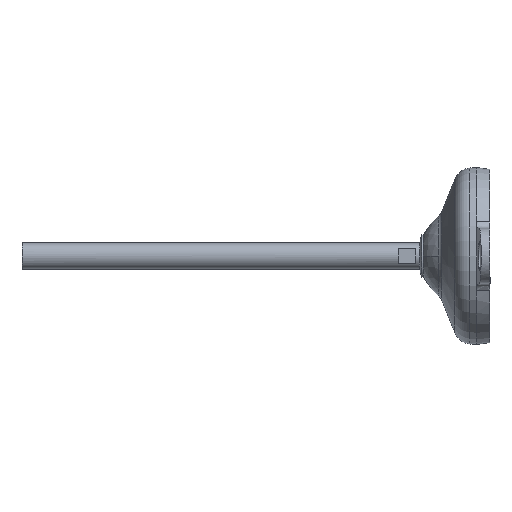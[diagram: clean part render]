
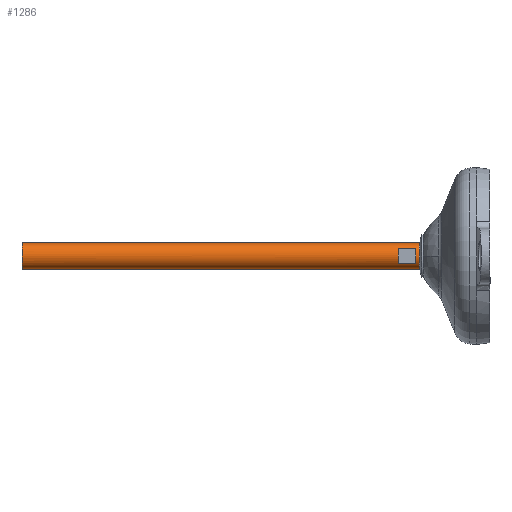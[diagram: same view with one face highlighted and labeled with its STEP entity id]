
A CAD part, left-side view. The second image highlights one B-rep face of the part: STEP entity #1286.
In plain terms, the highlighted cylindrical face has radius 6 mm (diameter 12 mm), a partial arc.
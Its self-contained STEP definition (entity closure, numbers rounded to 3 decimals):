
#1 = ORIENTED_EDGE ( 'NONE', *, *, #806, .T. ) ;
#22 = FACE_OUTER_BOUND ( 'NONE', #1628, .T. ) ;
#51 = EDGE_CURVE ( 'NONE', #1369, #256, #884, .T. ) ;
#77 = DIRECTION ( 'NONE',  ( 0., 0., -1. ) ) ;
#81 = ORIENTED_EDGE ( 'NONE', *, *, #352, .T. ) ;
#97 = CARTESIAN_POINT ( 'NONE',  ( 0., 211.5, 0. ) ) ;
#114 = CARTESIAN_POINT ( 'NONE',  ( -5., 41.5, -3.317 ) ) ;
#138 = VECTOR ( 'NONE', #1069, 1000. ) ;
#188 = LINE ( 'NONE', #579, #1197 ) ;
#256 = VERTEX_POINT ( 'NONE', #1373 ) ;
#304 = CIRCLE ( 'NONE', #1168, 6. ) ;
#316 = DIRECTION ( 'NONE',  ( 0., -1., 0. ) ) ;
#352 = EDGE_CURVE ( 'NONE', #1044, #1544, #1644, .T. ) ;
#389 = VECTOR ( 'NONE', #1276, 1000. ) ;
#398 = CARTESIAN_POINT ( 'NONE',  ( -5., 33.5, -3.317 ) ) ;
#405 = ORIENTED_EDGE ( 'NONE', *, *, #1089, .T. ) ;
#451 = ORIENTED_EDGE ( 'NONE', *, *, #1574, .T. ) ;
#456 = LINE ( 'NONE', #589, #389 ) ;
#579 = CARTESIAN_POINT ( 'NONE',  ( -5., 0., -3.317 ) ) ;
#589 = CARTESIAN_POINT ( 'NONE',  ( -5., 0., 3.317 ) ) ;
#596 = DIRECTION ( 'NONE',  ( 0., -1., 0. ) ) ;
#623 = DIRECTION ( 'NONE',  ( 0., -1., 0. ) ) ;
#629 = ORIENTED_EDGE ( 'NONE', *, *, #51, .F. ) ;
#746 = CARTESIAN_POINT ( 'NONE',  ( 0., 0., 6. ) ) ;
#806 = EDGE_CURVE ( 'NONE', #1187, #1044, #456, .T. ) ;
#834 = DIRECTION ( 'NONE',  ( 0., 0., -1. ) ) ;
#862 = EDGE_CURVE ( 'NONE', #1544, #1529, #188, .T. ) ;
#876 = FACE_BOUND ( 'NONE', #982, .T. ) ;
#884 = LINE ( 'NONE', #746, #1643 ) ;
#896 = AXIS2_PLACEMENT_3D ( 'NONE', #1211, #960, #834 ) ;
#924 = EDGE_CURVE ( 'NONE', #1369, #1466, #304, .T. ) ;
#943 = DIRECTION ( 'NONE',  ( 0., 0., 1. ) ) ;
#958 = LINE ( 'NONE', #1333, #138 ) ;
#960 = DIRECTION ( 'NONE',  ( 0., -1., 0. ) ) ;
#982 = EDGE_LOOP ( 'NONE', ( #990, #405, #1, #81 ) ) ;
#990 = ORIENTED_EDGE ( 'NONE', *, *, #862, .T. ) ;
#1044 = VERTEX_POINT ( 'NONE', #1607 ) ;
#1069 = DIRECTION ( 'NONE',  ( 0., -1., 0. ) ) ;
#1077 = CARTESIAN_POINT ( 'NONE',  ( 0., 41.5, 0. ) ) ;
#1089 = EDGE_CURVE ( 'NONE', #1529, #1187, #1591, .T. ) ;
#1096 = CARTESIAN_POINT ( 'NONE',  ( 0., 0., 0. ) ) ;
#1110 = EDGE_CURVE ( 'NONE', #256, #1404, #1285, .T. ) ;
#1131 = CARTESIAN_POINT ( 'NONE',  ( 0., 33.5, 0. ) ) ;
#1140 = DIRECTION ( 'NONE',  ( 0., 1., 0. ) ) ;
#1145 = CARTESIAN_POINT ( 'NONE',  ( 0., 32., -6. ) ) ;
#1168 = AXIS2_PLACEMENT_3D ( 'NONE', #97, #623, #77 ) ;
#1175 = CARTESIAN_POINT ( 'NONE',  ( 0., 211.5, 6. ) ) ;
#1187 = VERTEX_POINT ( 'NONE', #1651 ) ;
#1197 = VECTOR ( 'NONE', #1140, 1000. ) ;
#1203 = DIRECTION ( 'NONE',  ( 0., 1., 0. ) ) ;
#1211 = CARTESIAN_POINT ( 'NONE',  ( 0., 32., 0. ) ) ;
#1272 = ORIENTED_EDGE ( 'NONE', *, *, #924, .T. ) ;
#1276 = DIRECTION ( 'NONE',  ( 0., -1., 0. ) ) ;
#1285 = CIRCLE ( 'NONE', #896, 6. ) ;
#1286 = ADVANCED_FACE ( 'NONE', ( #22, #876 ), #1657, .T. ) ;
#1333 = CARTESIAN_POINT ( 'NONE',  ( 0., 0., -6. ) ) ;
#1342 = AXIS2_PLACEMENT_3D ( 'NONE', #1077, #1203, #943 ) ;
#1369 = VERTEX_POINT ( 'NONE', #1175 ) ;
#1373 = CARTESIAN_POINT ( 'NONE',  ( 0., 32., 6. ) ) ;
#1404 = VERTEX_POINT ( 'NONE', #1145 ) ;
#1424 = AXIS2_PLACEMENT_3D ( 'NONE', #1096, #596, #1632 ) ;
#1446 = AXIS2_PLACEMENT_3D ( 'NONE', #1131, #316, #1526 ) ;
#1466 = VERTEX_POINT ( 'NONE', #1573 ) ;
#1526 = DIRECTION ( 'NONE',  ( 0., 0., -1. ) ) ;
#1529 = VERTEX_POINT ( 'NONE', #114 ) ;
#1544 = VERTEX_POINT ( 'NONE', #398 ) ;
#1573 = CARTESIAN_POINT ( 'NONE',  ( 0., 211.5, -6. ) ) ;
#1574 = EDGE_CURVE ( 'NONE', #1466, #1404, #958, .T. ) ;
#1585 = ORIENTED_EDGE ( 'NONE', *, *, #1110, .F. ) ;
#1591 = CIRCLE ( 'NONE', #1342, 6. ) ;
#1607 = CARTESIAN_POINT ( 'NONE',  ( -5., 33.5, 3.317 ) ) ;
#1628 = EDGE_LOOP ( 'NONE', ( #629, #1272, #451, #1585 ) ) ;
#1632 = DIRECTION ( 'NONE',  ( 0., 0., -1. ) ) ;
#1643 = VECTOR ( 'NONE', #1678, 1000. ) ;
#1644 = CIRCLE ( 'NONE', #1446, 6. ) ;
#1651 = CARTESIAN_POINT ( 'NONE',  ( -5., 41.5, 3.317 ) ) ;
#1657 = CYLINDRICAL_SURFACE ( 'NONE', #1424, 6. ) ;
#1678 = DIRECTION ( 'NONE',  ( 0., -1., 0. ) ) ;
